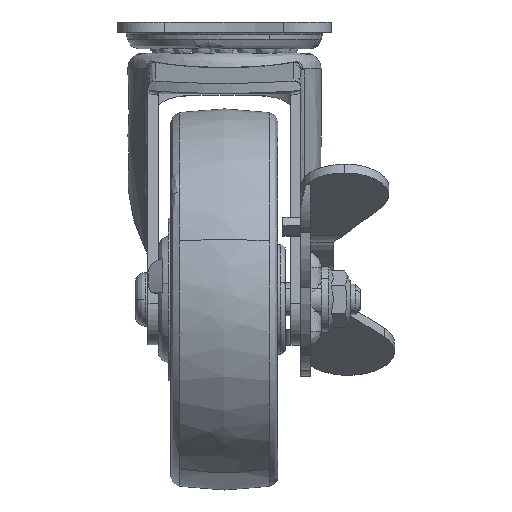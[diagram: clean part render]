
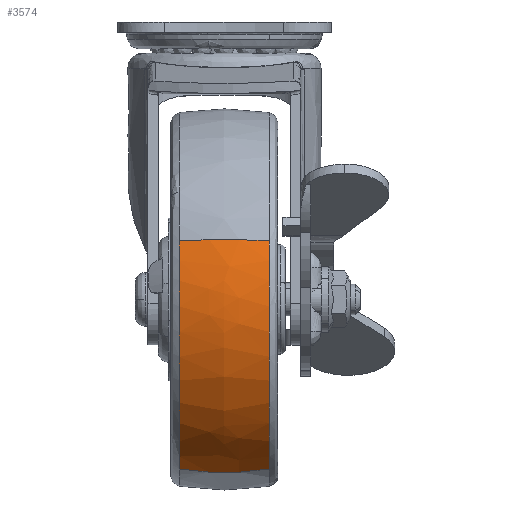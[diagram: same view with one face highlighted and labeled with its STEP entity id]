
A CAD part, left-side view. The second image highlights one B-rep face of the part: STEP entity #3574.
In plain terms, the highlighted free-form (B-spline) face has degree [2, 2] with [5, 3] control points.
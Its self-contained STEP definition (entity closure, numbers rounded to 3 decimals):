
#2897=CARTESIAN_POINT('',(-36.464,8.854,-4.239));
#2898=VERTEX_POINT('',#2897);
#2907=CARTESIAN_POINT('',(0.0,8.854,-36.71));
#2908=VERTEX_POINT('',#2907);
#2909=CARTESIAN_POINT('',(0.0,8.854,-36.71));
#2910=CARTESIAN_POINT('',(-2.087,8.854,-36.71));
#2911=CARTESIAN_POINT('',(-5.912,8.854,-36.383));
#2912=CARTESIAN_POINT('',(-11.463,8.854,-35.015));
#2913=CARTESIAN_POINT('',(-16.239,8.854,-33.056));
#2914=CARTESIAN_POINT('',(-20.271,8.854,-30.701));
#2915=CARTESIAN_POINT('',(-23.338,8.854,-28.406));
#2916=CARTESIAN_POINT('',(-26.021,8.854,-25.976));
#2917=CARTESIAN_POINT('',(-28.833,8.854,-22.885));
#2918=CARTESIAN_POINT('',(-31.351,8.854,-19.284));
#2919=CARTESIAN_POINT('',(-33.429,8.854,-15.341));
#2920=CARTESIAN_POINT('',(-35.328,8.854,-10.548));
#2921=CARTESIAN_POINT('',(-36.176,8.854,-6.726));
#2922=CARTESIAN_POINT('',(-36.464,8.854,-4.239));
#2923=B_SPLINE_CURVE_WITH_KNOTS('',3,(#2909,#2910,#2911,#2912,#2913,#2914,#2915,#2916,#2917,#2918,#2919,#2920,#2921,#2922),.UNSPECIFIED.,.F.,.U.,(4,1,1,1,1,1,1,1,1,1,1,4),(0.,6.26,11.476,17.11,21.7,25.456,28.586,32.55,37.975,41.731,45.904,53.416),.UNSPECIFIED.);
#2924=EDGE_CURVE('',#2908,#2898,#2923,.T.);
#3096=CARTESIAN_POINT('',(0.0,-8.854,-36.71));
#3097=VERTEX_POINT('',#3096);
#3106=CARTESIAN_POINT('',(-36.464,-8.854,-4.239));
#3107=VERTEX_POINT('',#3106);
#3108=CARTESIAN_POINT('',(0.0,-8.854,-36.71));
#3109=CARTESIAN_POINT('',(-2.365,-8.854,-36.71));
#3110=CARTESIAN_POINT('',(-6.746,-8.854,-36.285));
#3111=CARTESIAN_POINT('',(-12.656,-8.854,-34.613));
#3112=CARTESIAN_POINT('',(-17.411,-8.854,-32.437));
#3113=CARTESIAN_POINT('',(-21.072,-8.854,-30.143));
#3114=CARTESIAN_POINT('',(-24.468,-8.854,-27.479));
#3115=CARTESIAN_POINT('',(-27.488,-8.854,-24.484));
#3116=CARTESIAN_POINT('',(-30.055,-8.854,-21.185));
#3117=CARTESIAN_POINT('',(-32.058,-8.854,-18.004));
#3118=CARTESIAN_POINT('',(-33.651,-8.854,-14.829));
#3119=CARTESIAN_POINT('',(-35.407,-8.854,-10.207));
#3120=CARTESIAN_POINT('',(-36.184,-8.854,-6.657));
#3121=CARTESIAN_POINT('',(-36.464,-8.854,-4.239));
#3122=B_SPLINE_CURVE_WITH_KNOTS('',3,(#3108,#3109,#3110,#3111,#3112,#3113,#3114,#3115,#3116,#3117,#3118,#3119,#3120,#3121),.UNSPECIFIED.,.F.,.U.,(4,1,1,1,1,1,1,1,1,1,1,4),(0.,7.094,13.145,18.362,22.743,26.082,31.298,35.471,38.601,42.566,46.113,53.416),.UNSPECIFIED.);
#3123=EDGE_CURVE('',#3097,#3107,#3122,.T.);
#3521=CARTESIAN_POINT('',(0.0,8.854,-36.71));
#3522=CARTESIAN_POINT('',(0.0,5.478,-37.318));
#3523=CARTESIAN_POINT('',(0.0,-0.471,-37.764));
#3524=CARTESIAN_POINT('',(0.0,-6.39,-37.153));
#3525=CARTESIAN_POINT('',(0.0,-8.854,-36.71));
#3526=B_SPLINE_CURVE_WITH_KNOTS('',3,(#3521,#3522,#3523,#3524,#3525),.UNSPECIFIED.,.F.,.U.,(4,1,4),(0.,10.292,17.802),.UNSPECIFIED.);
#3527=EDGE_CURVE('',#2908,#3097,#3526,.T.);
#3533=CARTESIAN_POINT('',(-36.464,8.854,-4.239));
#3534=CARTESIAN_POINT('',(-37.068,5.478,-4.309));
#3535=CARTESIAN_POINT('',(-37.512,-0.471,-4.36));
#3536=CARTESIAN_POINT('',(-36.905,-6.39,-4.29));
#3537=CARTESIAN_POINT('',(-36.464,-8.854,-4.239));
#3538=B_SPLINE_CURVE_WITH_KNOTS('',3,(#3533,#3534,#3535,#3536,#3537),.UNSPECIFIED.,.F.,.U.,(4,1,4),(0.,10.292,17.802),.UNSPECIFIED.);
#3539=EDGE_CURVE('',#2898,#3107,#3538,.T.);
#3545=CARTESIAN_POINT('',(0.0,9.752,-36.54));
#3546=CARTESIAN_POINT('',(0.0,4.923,-37.5));
#3547=CARTESIAN_POINT('',(0.0,0.0,-37.5));
#3548=CARTESIAN_POINT('',(0.0,-4.923,-37.5));
#3549=CARTESIAN_POINT('',(0.0,-9.752,-36.54));
#3550=CARTESIAN_POINT('',(-32.538,9.752,-36.54));
#3551=CARTESIAN_POINT('',(-33.393,4.923,-37.5));
#3552=CARTESIAN_POINT('',(-33.393,0.0,-37.5));
#3553=CARTESIAN_POINT('',(-33.393,-4.923,-37.5));
#3554=CARTESIAN_POINT('',(-32.538,-9.752,-36.54));
#3555=CARTESIAN_POINT('',(-36.295,9.752,-4.219));
#3556=CARTESIAN_POINT('',(-37.249,4.923,-4.33));
#3557=CARTESIAN_POINT('',(-37.249,0.0,-4.33));
#3558=CARTESIAN_POINT('',(-37.249,-4.923,-4.33));
#3559=CARTESIAN_POINT('',(-36.295,-9.752,-4.219));
#3567=(BOUNDED_SURFACE()B_SPLINE_SURFACE(2,2,((#3545,#3550,#3555),(#3546,#3551,#3556),(#3547,#3552,#3557),(#3548,#3553,#3558),(#3549,#3554,#3559)),.UNSPECIFIED.,.F.,.F.,.U.)B_SPLINE_SURFACE_WITH_KNOTS((3,2,3),(3,3),(0.0,10.08,20.16),(0.0,57.099),.UNSPECIFIED.)GEOMETRIC_REPRESENTATION_ITEM()RATIONAL_B_SPLINE_SURFACE(((0.945,0.69,0.904),(0.967,0.707,0.926),(1.0,0.731,0.957),(0.967,0.707,0.926),(0.945,0.69,0.904)))REPRESENTATION_ITEM('')SURFACE());
#3568=ORIENTED_EDGE('',*,*,#2924,.T.);
#3569=ORIENTED_EDGE('',*,*,#3539,.T.);
#3570=ORIENTED_EDGE('',*,*,#3123,.F.);
#3571=ORIENTED_EDGE('',*,*,#3527,.F.);
#3572=EDGE_LOOP('',(#3568,#3569,#3570,#3571));
#3573=FACE_OUTER_BOUND('',#3572,.T.);
#3574=ADVANCED_FACE('',(#3573),#3567,.F.);
